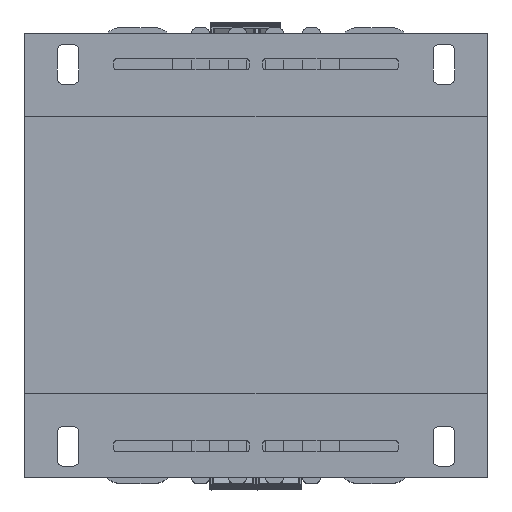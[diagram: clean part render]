
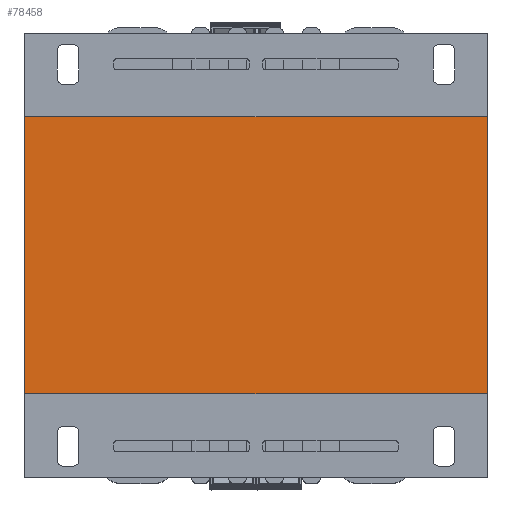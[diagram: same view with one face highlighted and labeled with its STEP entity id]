
A CAD part, top view. The second image highlights one B-rep face of the part: STEP entity #78458.
In plain terms, the highlighted planar face has unit normal (0, 0, 1).
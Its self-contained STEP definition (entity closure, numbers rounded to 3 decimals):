
#2624=FACE_OUTER_BOUND('',#6627,.T.);
#6627=EDGE_LOOP('',(#48949,#48950,#48951,#48952));
#10776=LINE('',#108184,#20548);
#10798=LINE('',#108235,#20570);
#10806=LINE('',#108259,#20578);
#10813=LINE('',#108273,#20585);
#20548=VECTOR('',#87963,10.);
#20570=VECTOR('',#88003,1.);
#20578=VECTOR('',#88031,1.);
#20585=VECTOR('',#88048,1.);
#30320=VERTEX_POINT('',#108181);
#30321=VERTEX_POINT('',#108183);
#30341=VERTEX_POINT('',#108233);
#30347=VERTEX_POINT('',#108257);
#37633=EDGE_CURVE('',#30320,#30321,#10776,.T.);
#37659=EDGE_CURVE('',#30320,#30341,#10798,.T.);
#37671=EDGE_CURVE('',#30341,#30347,#10806,.T.);
#37678=EDGE_CURVE('',#30321,#30347,#10813,.T.);
#48949=ORIENTED_EDGE('',*,*,#37633,.F.);
#48950=ORIENTED_EDGE('',*,*,#37659,.T.);
#48951=ORIENTED_EDGE('',*,*,#37671,.T.);
#48952=ORIENTED_EDGE('',*,*,#37678,.F.);
#71333=PLANE('',#82757);
#78458=ADVANCED_FACE('',(#2624),#71333,.T.);
#82757=AXIS2_PLACEMENT_3D('',#108272,#88046,#88047);
#87963=DIRECTION('',(1.,0.,0.));
#88003=DIRECTION('',(0.,-1.,0.));
#88031=DIRECTION('',(1.,0.,0.));
#88046=DIRECTION('center_axis',(0.,0.,1.));
#88047=DIRECTION('ref_axis',(0.,-1.,0.));
#88048=DIRECTION('',(0.,-1.,0.));
#108181=CARTESIAN_POINT('',(615.285,-284.691,87.5));
#108183=CARTESIAN_POINT('',(765.285,-284.691,87.5));
#108184=CARTESIAN_POINT('',(652.785,-284.691,87.5));
#108233=CARTESIAN_POINT('',(615.285,-374.691,87.5));
#108235=CARTESIAN_POINT('',(615.285,-274.691,87.5));
#108257=CARTESIAN_POINT('',(765.285,-374.691,87.5));
#108259=CARTESIAN_POINT('',(765.285,-374.691,87.5));
#108272=CARTESIAN_POINT('Origin',(615.285,-274.691,87.5));
#108273=CARTESIAN_POINT('',(765.285,-274.691,87.5));
